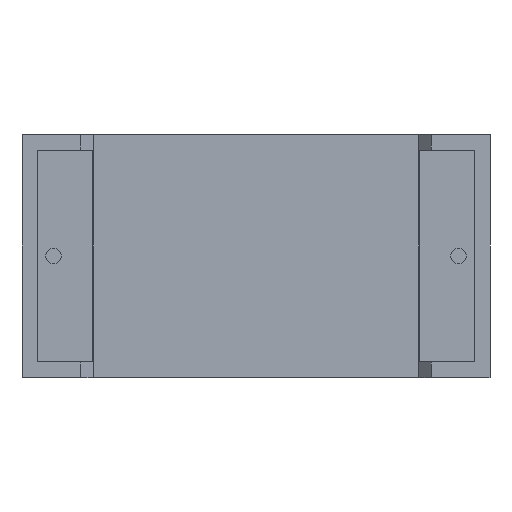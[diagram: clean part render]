
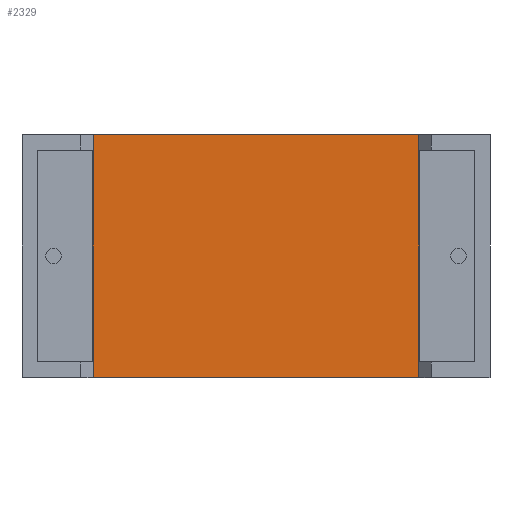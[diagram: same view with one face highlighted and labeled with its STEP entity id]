
A CAD part, front view. The second image highlights one B-rep face of the part: STEP entity #2329.
In plain terms, the highlighted planar face has unit normal (0, -1, 0).
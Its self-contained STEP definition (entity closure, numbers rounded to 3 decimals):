
#42 = AXIS2_PLACEMENT_3D ( 'NONE', #724, #2386, #212 ) ;
#212 = DIRECTION ( 'NONE',  ( -1., 0., 0. ) ) ;
#233 = DIRECTION ( 'NONE',  ( 0., 0., 1. ) ) ;
#290 = VECTOR ( 'NONE', #233, 1000. ) ;
#313 = LINE ( 'NONE', #868, #1826 ) ;
#363 = DIRECTION ( 'NONE',  ( -1., 0., 0. ) ) ;
#418 = ORIENTED_EDGE ( 'NONE', *, *, #1500, .F. ) ;
#531 = VERTEX_POINT ( 'NONE', #811 ) ;
#586 = VECTOR ( 'NONE', #363, 1000. ) ;
#644 = CARTESIAN_POINT ( 'NONE',  ( 22.028, 0.793, 0. ) ) ;
#724 = CARTESIAN_POINT ( 'NONE',  ( 13., 0.793, 0. ) ) ;
#747 = CARTESIAN_POINT ( 'NONE',  ( 3.972, 0.793, 13.5 ) ) ;
#811 = CARTESIAN_POINT ( 'NONE',  ( 3.972, 0.793, 0. ) ) ;
#825 = ORIENTED_EDGE ( 'NONE', *, *, #1900, .T. ) ;
#868 = CARTESIAN_POINT ( 'NONE',  ( 13., 0.793, 13.5 ) ) ;
#975 = CARTESIAN_POINT ( 'NONE',  ( 3.972, 0.793, 0. ) ) ;
#1050 = CARTESIAN_POINT ( 'NONE',  ( 13., 0.793, 0. ) ) ;
#1095 = LINE ( 'NONE', #644, #1884 ) ;
#1114 = PLANE ( 'NONE',  #42 ) ;
#1454 = CARTESIAN_POINT ( 'NONE',  ( 22.028, 0.793, 0. ) ) ;
#1500 = EDGE_CURVE ( 'NONE', #2489, #531, #2738, .T. ) ;
#1583 = DIRECTION ( 'NONE',  ( 0., 0., 1. ) ) ;
#1749 = DIRECTION ( 'NONE',  ( -1., 0., 0. ) ) ;
#1826 = VECTOR ( 'NONE', #1749, 1000. ) ;
#1884 = VECTOR ( 'NONE', #1583, 1000. ) ;
#1900 = EDGE_CURVE ( 'NONE', #2536, #2871, #313, .T. ) ;
#1912 = CARTESIAN_POINT ( 'NONE',  ( 22.028, 0.793, 13.5 ) ) ;
#2080 = EDGE_LOOP ( 'NONE', ( #825, #2139, #418, #2850 ) ) ;
#2099 = EDGE_CURVE ( 'NONE', #531, #2871, #2607, .T. ) ;
#2139 = ORIENTED_EDGE ( 'NONE', *, *, #2099, .F. ) ;
#2305 = FACE_OUTER_BOUND ( 'NONE', #2080, .T. ) ;
#2329 = ADVANCED_FACE ( 'NONE', ( #2305 ), #1114, .F. ) ;
#2386 = DIRECTION ( 'NONE',  ( 0., 1., 0. ) ) ;
#2489 = VERTEX_POINT ( 'NONE', #1454 ) ;
#2536 = VERTEX_POINT ( 'NONE', #1912 ) ;
#2607 = LINE ( 'NONE', #975, #290 ) ;
#2738 = LINE ( 'NONE', #1050, #586 ) ;
#2832 = EDGE_CURVE ( 'NONE', #2489, #2536, #1095, .T. ) ;
#2850 = ORIENTED_EDGE ( 'NONE', *, *, #2832, .T. ) ;
#2871 = VERTEX_POINT ( 'NONE', #747 ) ;
